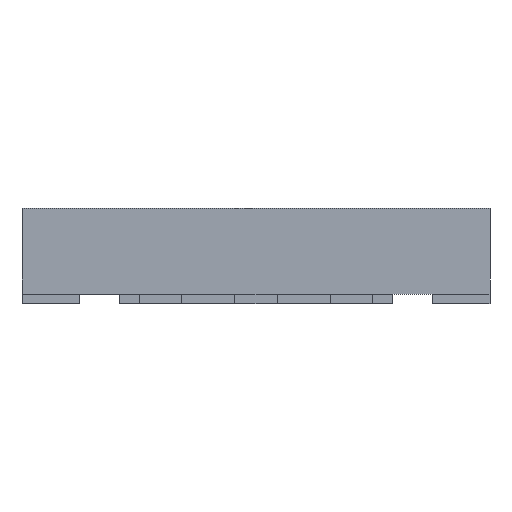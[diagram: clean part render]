
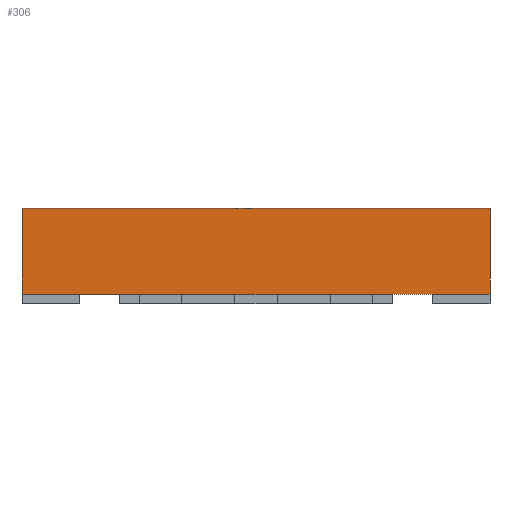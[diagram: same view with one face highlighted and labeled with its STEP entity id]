
A CAD part, left-side view. The second image highlights one B-rep face of the part: STEP entity #306.
In plain terms, the highlighted planar face has unit normal (-1, 0, 0).
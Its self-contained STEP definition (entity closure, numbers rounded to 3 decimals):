
#186 = VERTEX_POINT ( 'NONE', #676 ) ;
#188 = EDGE_CURVE ( 'NONE', #186, #3016, #3412, .T. ) ;
#193 = EDGE_CURVE ( 'NONE', #186, #1159, #471, .T. ) ;
#217 = VECTOR ( 'NONE', #2233, 1000. ) ;
#306 = ADVANCED_FACE ( 'NONE', ( #3102 ), #1018, .T. ) ;
#315 = CARTESIAN_POINT ( 'NONE',  ( -1.245, -1.245, 0.508 ) ) ;
#471 = LINE ( 'NONE', #1778, #2332 ) ;
#510 = CARTESIAN_POINT ( 'NONE',  ( -1.245, 1.245, 0.051 ) ) ;
#661 = LINE ( 'NONE', #1218, #3010 ) ;
#676 = CARTESIAN_POINT ( 'NONE',  ( -1.245, -1.245, 0.051 ) ) ;
#786 = DIRECTION ( 'NONE',  ( -1., 0., 0. ) ) ;
#993 = AXIS2_PLACEMENT_3D ( 'NONE', #1246, #786, #1867 ) ;
#1018 = PLANE ( 'NONE',  #993 ) ;
#1028 = CARTESIAN_POINT ( 'NONE',  ( -1.245, 1.245, 0.508 ) ) ;
#1145 = LINE ( 'NONE', #2488, #217 ) ;
#1159 = VERTEX_POINT ( 'NONE', #315 ) ;
#1218 = CARTESIAN_POINT ( 'NONE',  ( -1.245, 1.245, 0.051 ) ) ;
#1246 = CARTESIAN_POINT ( 'NONE',  ( -1.245, 1.245, 0.051 ) ) ;
#1260 = DIRECTION ( 'NONE',  ( 0., 1., 0. ) ) ;
#1295 = ORIENTED_EDGE ( 'NONE', *, *, #188, .F. ) ;
#1362 = ORIENTED_EDGE ( 'NONE', *, *, #193, .T. ) ;
#1771 = ORIENTED_EDGE ( 'NONE', *, *, #2048, .T. ) ;
#1778 = CARTESIAN_POINT ( 'NONE',  ( -1.245, -1.245, 0.051 ) ) ;
#1787 = VERTEX_POINT ( 'NONE', #1028 ) ;
#1867 = DIRECTION ( 'NONE',  ( 0., 0., 1. ) ) ;
#2048 = EDGE_CURVE ( 'NONE', #1787, #3016, #661, .T. ) ;
#2157 = VECTOR ( 'NONE', #1260, 1000. ) ;
#2233 = DIRECTION ( 'NONE',  ( 0., 1., 0. ) ) ;
#2332 = VECTOR ( 'NONE', #2820, 1000. ) ;
#2488 = CARTESIAN_POINT ( 'NONE',  ( -1.245, 1.245, 0.508 ) ) ;
#2596 = DIRECTION ( 'NONE',  ( 0., 0., -1. ) ) ;
#2820 = DIRECTION ( 'NONE',  ( 0., 0., 1. ) ) ;
#2879 = EDGE_CURVE ( 'NONE', #1159, #1787, #1145, .T. ) ;
#3001 = EDGE_LOOP ( 'NONE', ( #3030, #1771, #1295, #1362 ) ) ;
#3010 = VECTOR ( 'NONE', #2596, 1000. ) ;
#3016 = VERTEX_POINT ( 'NONE', #510 ) ;
#3030 = ORIENTED_EDGE ( 'NONE', *, *, #2879, .T. ) ;
#3102 = FACE_OUTER_BOUND ( 'NONE', #3001, .T. ) ;
#3377 = CARTESIAN_POINT ( 'NONE',  ( -1.245, 1.245, 0.051 ) ) ;
#3412 = LINE ( 'NONE', #3377, #2157 ) ;
